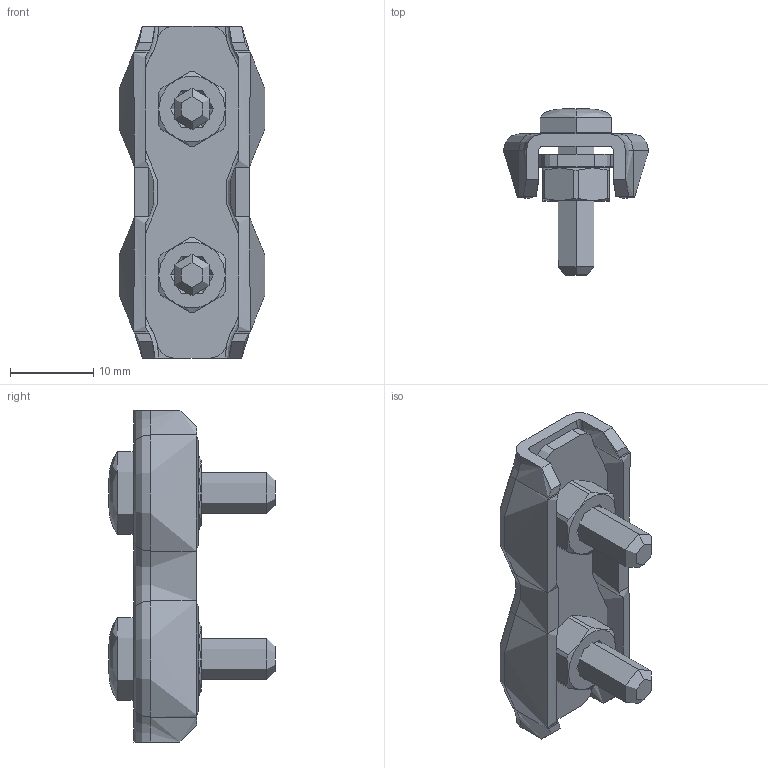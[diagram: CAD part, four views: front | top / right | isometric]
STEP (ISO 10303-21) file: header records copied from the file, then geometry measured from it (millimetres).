
FILE_DESCRIPTION (( 'STEP AP203' ), '1' );
FILE_NAME ('100063004.step', '2021-01-13T14:28:01', ( '' ), ( '' ), 'SwSTEP 2.0', 'SolidWorks 2018', '' );
FILE_SCHEMA (( 'CONFIG_CONTROL_DESIGN' ));
Length unit declared in the file: millimetre
Products named in the file (9): DIN 934 M4-M20_58321-240-5; 100063004; 10006300X Teil2_100063004 Teil2; DIN 934 M4-M20; 10006300X Teil1; 10006300X Teil1_100063004 Teil1; 10006300X Teil2
Assembly tree (7 placements, depth 2):
  100063004
    10006300X Teil1_100063004 Teil1
    10006300X Teil2_100063004 Teil2
    DIN 934 M4-M20_58321-240-5  x2
  100063004
    10006300X Teil1
    DIN 934 M4-M20
    DIN 934 M4-M20
  10006300X Teil2
Bounding box: 17.52 x 20 x 40 mm (x, y, z)
Volume: 3528.3 mm3; surface area: 4758.5 mm2
Topology: 6 solids, 6 shells, 445 faces, 1142 edges, 744 vertices
Faces by surface type: plane 161, bspline 136, cylinder 80, cone 36, torus 32
Entity records: 23171 total; most frequent: CARTESIAN_POINT 13097, ORIENTED_EDGE 2126, DIRECTION 1479, EDGE_CURVE 1063, VERTEX_POINT 690, LINE 539, VECTOR 539, AXIS2_PLACEMENT_3D 470
